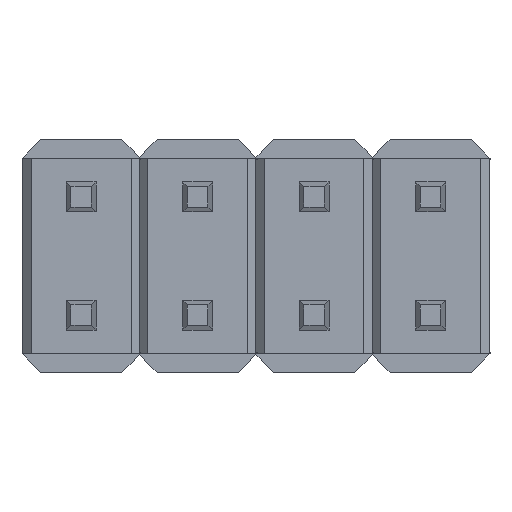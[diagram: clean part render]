
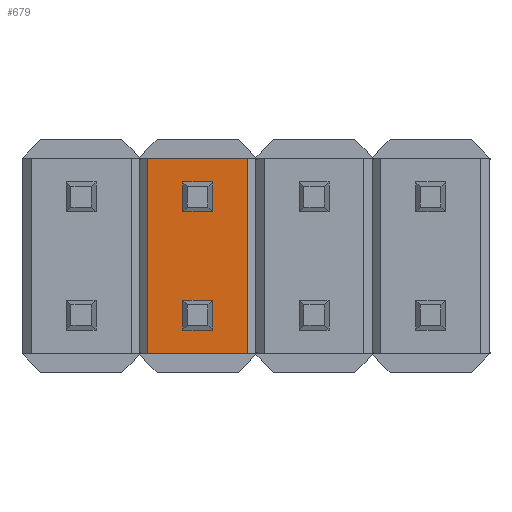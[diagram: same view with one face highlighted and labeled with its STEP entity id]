
A CAD part, front view. The second image highlights one B-rep face of the part: STEP entity #679.
In plain terms, the highlighted planar face has unit normal (0, -1, 0).
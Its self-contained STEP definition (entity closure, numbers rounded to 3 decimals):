
#32 = FACE_BOUND ( 'NONE', #5231, .T. ) ;
#39 = VERTEX_POINT ( 'NONE', #6600 ) ;
#56 = VERTEX_POINT ( 'NONE', #5042 ) ;
#64 = EDGE_LOOP ( 'NONE', ( #5153, #5513, #1052, #200 ) ) ;
#124 = DIRECTION ( 'NONE',  ( 1., 0., 0. ) ) ;
#200 = ORIENTED_EDGE ( 'NONE', *, *, #4082, .F. ) ;
#218 = VERTEX_POINT ( 'NONE', #2669 ) ;
#236 = CARTESIAN_POINT ( 'NONE',  ( 2.18, 0.54, -0.95 ) ) ;
#316 = ORIENTED_EDGE ( 'NONE', *, *, #356, .T. ) ;
#352 = CARTESIAN_POINT ( 'NONE',  ( 2.18, 0.54, 1.59 ) ) ;
#356 = EDGE_CURVE ( 'NONE', #734, #5240, #4225, .T. ) ;
#596 = EDGE_CURVE ( 'NONE', #5114, #1546, #6565, .T. ) ;
#641 = EDGE_CURVE ( 'NONE', #4790, #5114, #3464, .T. ) ;
#679 = ADVANCED_FACE ( 'NONE', ( #32, #2790, #5402 ), #3235, .F. ) ;
#709 = VERTEX_POINT ( 'NONE', #4852 ) ;
#717 = CARTESIAN_POINT ( 'NONE',  ( 2.18, 0.54, -0.95 ) ) ;
#734 = VERTEX_POINT ( 'NONE', #4403 ) ;
#738 = CARTESIAN_POINT ( 'NONE',  ( 2.18, 0.54, 0.95 ) ) ;
#807 = CARTESIAN_POINT ( 'NONE',  ( 1.43, 0.54, -2.1 ) ) ;
#982 = LINE ( 'NONE', #807, #3760 ) ;
#1010 = VECTOR ( 'NONE', #6310, 1000. ) ;
#1052 = ORIENTED_EDGE ( 'NONE', *, *, #2953, .F. ) ;
#1074 = LINE ( 'NONE', #2570, #5217 ) ;
#1098 = ORIENTED_EDGE ( 'NONE', *, *, #3533, .T. ) ;
#1194 = CARTESIAN_POINT ( 'NONE',  ( 1.23, 0.54, 2.1 ) ) ;
#1267 = EDGE_CURVE ( 'NONE', #56, #709, #1074, .T. ) ;
#1372 = DIRECTION ( 'NONE',  ( 0., 0., 1. ) ) ;
#1445 = VECTOR ( 'NONE', #2515, 1000. ) ;
#1496 = VERTEX_POINT ( 'NONE', #4110 ) ;
#1546 = VERTEX_POINT ( 'NONE', #4145 ) ;
#1607 = CARTESIAN_POINT ( 'NONE',  ( 2.82, 0.54, 0.95 ) ) ;
#1699 = DIRECTION ( 'NONE',  ( 0., 0., 1. ) ) ;
#1744 = DIRECTION ( 'NONE',  ( 1., 0., 0. ) ) ;
#1948 = CARTESIAN_POINT ( 'NONE',  ( 2.82, 0.54, -1.59 ) ) ;
#2021 = EDGE_CURVE ( 'NONE', #2504, #734, #4435, .T. ) ;
#2069 = AXIS2_PLACEMENT_3D ( 'NONE', #1194, #4828, #1699 ) ;
#2199 = CARTESIAN_POINT ( 'NONE',  ( 2.82, 0.54, 1.59 ) ) ;
#2275 = LINE ( 'NONE', #2279, #5197 ) ;
#2279 = CARTESIAN_POINT ( 'NONE',  ( 2.18, 0.54, -0.95 ) ) ;
#2388 = EDGE_LOOP ( 'NONE', ( #1098, #2467, #3173, #6276 ) ) ;
#2467 = ORIENTED_EDGE ( 'NONE', *, *, #2529, .T. ) ;
#2504 = VERTEX_POINT ( 'NONE', #1948 ) ;
#2510 = LINE ( 'NONE', #4050, #5112 ) ;
#2515 = DIRECTION ( 'NONE',  ( 0., 0., -1. ) ) ;
#2529 = EDGE_CURVE ( 'NONE', #218, #4790, #2510, .T. ) ;
#2570 = CARTESIAN_POINT ( 'NONE',  ( 1.23, 0.54, -2.1 ) ) ;
#2669 = CARTESIAN_POINT ( 'NONE',  ( 2.18, 0.54, 0.95 ) ) ;
#2755 = ORIENTED_EDGE ( 'NONE', *, *, #6537, .T. ) ;
#2790 = FACE_BOUND ( 'NONE', #2388, .T. ) ;
#2806 = DIRECTION ( 'NONE',  ( -1., 0., 0. ) ) ;
#2953 = EDGE_CURVE ( 'NONE', #1496, #6500, #3240, .T. ) ;
#2986 = VECTOR ( 'NONE', #6483, 1000. ) ;
#2997 = LINE ( 'NONE', #4067, #1445 ) ;
#3075 = VECTOR ( 'NONE', #1744, 1000. ) ;
#3143 = LINE ( 'NONE', #738, #2986 ) ;
#3173 = ORIENTED_EDGE ( 'NONE', *, *, #641, .T. ) ;
#3235 = PLANE ( 'NONE',  #2069 ) ;
#3240 = LINE ( 'NONE', #5925, #3075 ) ;
#3407 = DIRECTION ( 'NONE',  ( 0., 0., 1. ) ) ;
#3464 = LINE ( 'NONE', #4252, #4346 ) ;
#3527 = CARTESIAN_POINT ( 'NONE',  ( 3.57, 0.54, 2.1 ) ) ;
#3533 = EDGE_CURVE ( 'NONE', #1546, #218, #3143, .T. ) ;
#3682 = EDGE_CURVE ( 'NONE', #709, #6500, #4981, .T. ) ;
#3760 = VECTOR ( 'NONE', #3407, 1000. ) ;
#4050 = CARTESIAN_POINT ( 'NONE',  ( 2.18, 0.54, 0.95 ) ) ;
#4064 = VECTOR ( 'NONE', #4984, 1000. ) ;
#4067 = CARTESIAN_POINT ( 'NONE',  ( 2.82, 0.54, -0.95 ) ) ;
#4082 = EDGE_CURVE ( 'NONE', #56, #1496, #982, .T. ) ;
#4110 = CARTESIAN_POINT ( 'NONE',  ( 1.43, 0.54, 2.1 ) ) ;
#4145 = CARTESIAN_POINT ( 'NONE',  ( 2.82, 0.54, 0.95 ) ) ;
#4225 = LINE ( 'NONE', #717, #4064 ) ;
#4252 = CARTESIAN_POINT ( 'NONE',  ( 2.18, 0.54, 1.59 ) ) ;
#4346 = VECTOR ( 'NONE', #124, 1000. ) ;
#4403 = CARTESIAN_POINT ( 'NONE',  ( 2.18, 0.54, -1.59 ) ) ;
#4435 = LINE ( 'NONE', #5399, #5994 ) ;
#4790 = VERTEX_POINT ( 'NONE', #352 ) ;
#4828 = DIRECTION ( 'NONE',  ( 0., 1., 0. ) ) ;
#4852 = CARTESIAN_POINT ( 'NONE',  ( 3.57, 0.54, -2.1 ) ) ;
#4981 = LINE ( 'NONE', #5014, #6213 ) ;
#4984 = DIRECTION ( 'NONE',  ( 0., 0., 1. ) ) ;
#5014 = CARTESIAN_POINT ( 'NONE',  ( 3.57, 0.54, -2.1 ) ) ;
#5042 = CARTESIAN_POINT ( 'NONE',  ( 1.43, 0.54, -2.1 ) ) ;
#5112 = VECTOR ( 'NONE', #6669, 1000. ) ;
#5114 = VERTEX_POINT ( 'NONE', #2199 ) ;
#5153 = ORIENTED_EDGE ( 'NONE', *, *, #1267, .T. ) ;
#5197 = VECTOR ( 'NONE', #5935, 1000. ) ;
#5217 = VECTOR ( 'NONE', #5694, 1000. ) ;
#5231 = EDGE_LOOP ( 'NONE', ( #2755, #6266, #316, #5985 ) ) ;
#5240 = VERTEX_POINT ( 'NONE', #236 ) ;
#5399 = CARTESIAN_POINT ( 'NONE',  ( 2.18, 0.54, -1.59 ) ) ;
#5402 = FACE_OUTER_BOUND ( 'NONE', #64, .T. ) ;
#5513 = ORIENTED_EDGE ( 'NONE', *, *, #3682, .T. ) ;
#5694 = DIRECTION ( 'NONE',  ( 1., 0., 0. ) ) ;
#5925 = CARTESIAN_POINT ( 'NONE',  ( 1.23, 0.54, 2.1 ) ) ;
#5935 = DIRECTION ( 'NONE',  ( 1., 0., 0. ) ) ;
#5985 = ORIENTED_EDGE ( 'NONE', *, *, #6033, .T. ) ;
#5994 = VECTOR ( 'NONE', #2806, 1000. ) ;
#6033 = EDGE_CURVE ( 'NONE', #5240, #39, #2275, .T. ) ;
#6213 = VECTOR ( 'NONE', #1372, 1000. ) ;
#6266 = ORIENTED_EDGE ( 'NONE', *, *, #2021, .T. ) ;
#6276 = ORIENTED_EDGE ( 'NONE', *, *, #596, .T. ) ;
#6310 = DIRECTION ( 'NONE',  ( 0., 0., -1. ) ) ;
#6483 = DIRECTION ( 'NONE',  ( -1., 0., 0. ) ) ;
#6500 = VERTEX_POINT ( 'NONE', #3527 ) ;
#6537 = EDGE_CURVE ( 'NONE', #39, #2504, #2997, .T. ) ;
#6565 = LINE ( 'NONE', #1607, #1010 ) ;
#6600 = CARTESIAN_POINT ( 'NONE',  ( 2.82, 0.54, -0.95 ) ) ;
#6669 = DIRECTION ( 'NONE',  ( 0., 0., 1. ) ) ;
